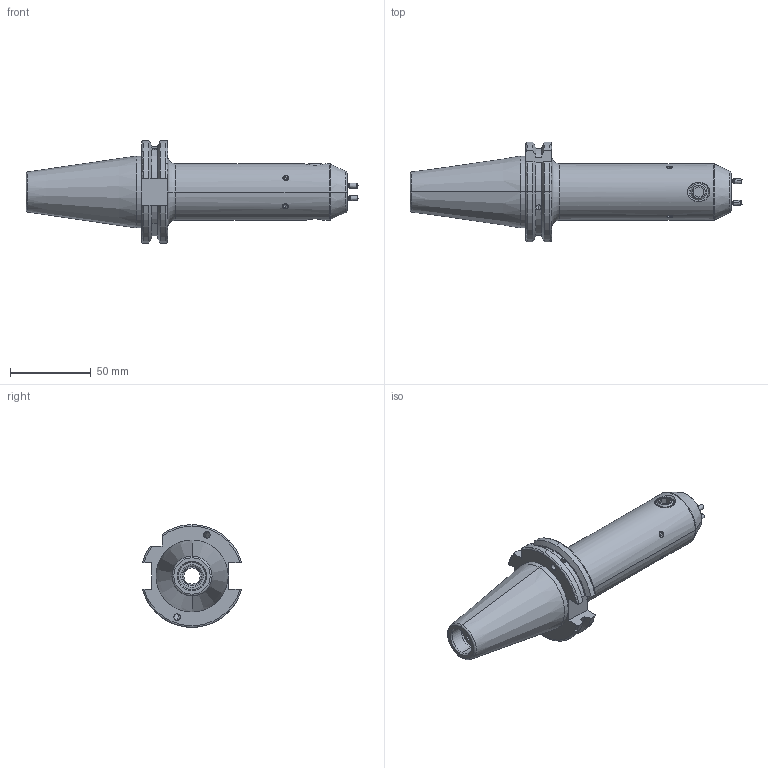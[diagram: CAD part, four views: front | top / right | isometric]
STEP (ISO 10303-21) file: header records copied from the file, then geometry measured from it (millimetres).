
FILE_DESCRIPTION (( 'STEP AP203' ), '1' );
FILE_NAME ('FWS409H-EKH10130.STEP', '2024-01-06T05:14:59', ( '' ), ( '' ), 'SwSTEP 2.0', 'SolidWorks 2023', '' );
FILE_SCHEMA (( 'CONFIG_CONTROL_DESIGN' ));
Length unit declared in the file: millimetre
Products named in the file (7): SK40EK10130FWW; GS-M4X4_DIN 913 - M4 x 4-N; GS-M10X12-DIN1835-B; FWS409H-EKH10130; GS-M4X4-COATING_DIN 913 - M4 x 4-N; GS-M3X5
Assembly tree (13 placements, depth 3):
  FWS409H-EKH10130
    SK40EK10130FWW
      SK40EK10130FWW
      GS-M10X12-DIN1835-B
      GS-M3X5  x4
      GS-M4X4_DIN 913 - M4 x 4-N  x4
      GS-M4X4-COATING_DIN 913 - M4 x 4-N  x2
Bounding box: 205.18 x 61.48 x 63.55 mm (x, y, z)
Volume: 192389.5 mm3; surface area: 39701.4 mm2
Topology: 12 solids, 12 shells, 519 faces, 1291 edges, 808 vertices
Faces by surface type: cone 224, plane 149, cylinder 122, torus 18, bspline 4, sphere 2
Entity records: 10088 total; most frequent: CARTESIAN_POINT 2709, DIRECTION 1416, ORIENTED_EDGE 1318, EDGE_CURVE 659, AXIS2_PLACEMENT_3D 561, VERTEX_POINT 417, EDGE_LOOP 306, LINE 294
